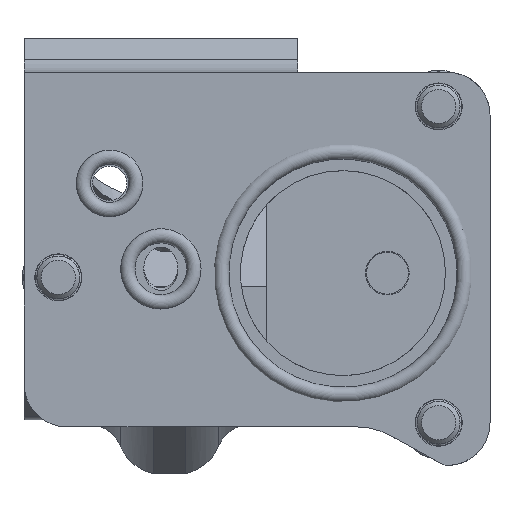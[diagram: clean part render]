
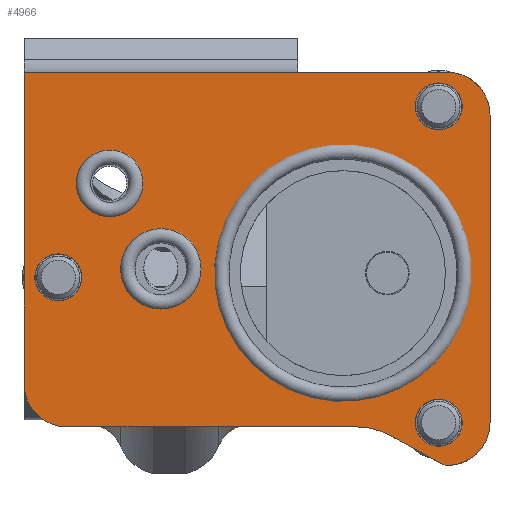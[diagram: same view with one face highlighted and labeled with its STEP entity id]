
A CAD part, front view. The second image highlights one B-rep face of the part: STEP entity #4966.
In plain terms, the highlighted planar face has unit normal (0, -1, 0).
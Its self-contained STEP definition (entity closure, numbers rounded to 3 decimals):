
#129=PLANE('',#5371);
#304=LINE('',#7318,#490);
#328=LINE('',#7407,#514);
#331=LINE('',#7416,#517);
#338=LINE('',#7433,#524);
#342=LINE('',#7452,#528);
#490=VECTOR('',#5965,1000.);
#514=VECTOR('',#6045,1000.);
#517=VECTOR('',#6056,1000.);
#524=VECTOR('',#6073,1000.);
#528=VECTOR('',#6085,1000.);
#876=ORIENTED_EDGE('',*,*,#1634,.T.);
#877=ORIENTED_EDGE('',*,*,#1768,.T.);
#878=ORIENTED_EDGE('',*,*,#1769,.T.);
#879=ORIENTED_EDGE('',*,*,#1770,.T.);
#880=ORIENTED_EDGE('',*,*,#1771,.T.);
#881=ORIENTED_EDGE('',*,*,#1772,.T.);
#882=ORIENTED_EDGE('',*,*,#1696,.F.);
#883=ORIENTED_EDGE('',*,*,#1766,.F.);
#884=ORIENTED_EDGE('',*,*,#1762,.F.);
#885=ORIENTED_EDGE('',*,*,#1757,.F.);
#886=ORIENTED_EDGE('',*,*,#1755,.F.);
#887=ORIENTED_EDGE('',*,*,#1750,.F.);
#888=ORIENTED_EDGE('',*,*,#1748,.F.);
#889=ORIENTED_EDGE('',*,*,#1746,.F.);
#890=ORIENTED_EDGE('',*,*,#1744,.F.);
#891=ORIENTED_EDGE('',*,*,#1741,.F.);
#1634=EDGE_CURVE('',#2100,#2100,#2475,.T.);
#1696=EDGE_CURVE('',#2156,#2157,#304,.T.);
#1741=EDGE_CURVE('',#2157,#2192,#328,.T.);
#1744=EDGE_CURVE('',#2192,#2195,#2511,.T.);
#1746=EDGE_CURVE('',#2195,#2196,#331,.T.);
#1748=EDGE_CURVE('',#2196,#2197,#2512,.T.);
#1750=EDGE_CURVE('',#2197,#2198,#2513,.T.);
#1755=EDGE_CURVE('',#2198,#2201,#338,.T.);
#1757=EDGE_CURVE('',#2201,#2202,#2514,.T.);
#1762=EDGE_CURVE('',#2202,#2206,#342,.T.);
#1766=EDGE_CURVE('',#2206,#2156,#2515,.T.);
#1768=EDGE_CURVE('',#2209,#2209,#2517,.T.);
#1769=EDGE_CURVE('',#2210,#2210,#2518,.T.);
#1770=EDGE_CURVE('',#2211,#2211,#2519,.T.);
#1771=EDGE_CURVE('',#2212,#2212,#2520,.T.);
#1772=EDGE_CURVE('',#2213,#2213,#2521,.T.);
#2100=VERTEX_POINT('',#7146);
#2156=VERTEX_POINT('',#7317);
#2157=VERTEX_POINT('',#7319);
#2192=VERTEX_POINT('',#7401);
#2195=VERTEX_POINT('',#7413);
#2196=VERTEX_POINT('',#7417);
#2197=VERTEX_POINT('',#7421);
#2198=VERTEX_POINT('',#7425);
#2201=VERTEX_POINT('',#7434);
#2202=VERTEX_POINT('',#7438);
#2206=VERTEX_POINT('',#7453);
#2209=VERTEX_POINT('',#7464);
#2210=VERTEX_POINT('',#7466);
#2211=VERTEX_POINT('',#7468);
#2212=VERTEX_POINT('',#7470);
#2213=VERTEX_POINT('',#7472);
#2475=CIRCLE('',#5272,2.75);
#2511=CIRCLE('',#5356,5.);
#2512=CIRCLE('',#5359,5.005);
#2513=CIRCLE('',#5361,2.);
#2514=CIRCLE('',#5364,7.93);
#2515=CIRCLE('',#5369,5.);
#2517=CIRCLE('',#5372,2.75);
#2518=CIRCLE('',#5373,2.75);
#2519=CIRCLE('',#5374,4.7);
#2520=CIRCLE('',#5375,3.9);
#2521=CIRCLE('',#5376,14.825);
#2755=EDGE_LOOP('',(#876));
#2756=EDGE_LOOP('',(#877));
#2757=EDGE_LOOP('',(#878));
#2758=EDGE_LOOP('',(#879));
#2759=EDGE_LOOP('',(#880));
#2760=EDGE_LOOP('',(#881));
#2761=EDGE_LOOP('',(#882,#883,#884,#885,#886,#887,#888,#889,#890,#891));
#3237=FACE_BOUND('',#2755,.T.);
#3238=FACE_BOUND('',#2756,.T.);
#3239=FACE_BOUND('',#2757,.T.);
#3240=FACE_BOUND('',#2758,.T.);
#3241=FACE_BOUND('',#2759,.T.);
#3242=FACE_BOUND('',#2760,.T.);
#3243=FACE_BOUND('',#2761,.T.);
#4966=ADVANCED_FACE('',(#3237,#3238,#3239,#3240,#3241,#3242,#3243),#129,
 .F.);
#5272=AXIS2_PLACEMENT_3D('',#7145,#5841,#5842);
#5356=AXIS2_PLACEMENT_3D('',#7412,#6051,#6052);
#5359=AXIS2_PLACEMENT_3D('',#7420,#6060,#6061);
#5361=AXIS2_PLACEMENT_3D('',#7424,#6065,#6066);
#5364=AXIS2_PLACEMENT_3D('',#7437,#6077,#6078);
#5369=AXIS2_PLACEMENT_3D('',#7460,#6092,#6093);
#5371=AXIS2_PLACEMENT_3D('',#7462,#6096,#6097);
#5372=AXIS2_PLACEMENT_3D('',#7463,#6098,#6099);
#5373=AXIS2_PLACEMENT_3D('',#7465,#6100,#6101);
#5374=AXIS2_PLACEMENT_3D('',#7467,#6102,#6103);
#5375=AXIS2_PLACEMENT_3D('',#7469,#6104,#6105);
#5376=AXIS2_PLACEMENT_3D('',#7471,#6106,#6107);
#5841=DIRECTION('',(0.,1.,0.));
#5842=DIRECTION('',(0.,0.,-1.));
#5965=DIRECTION('',(0.,0.,1.));
#6045=DIRECTION('',(1.,0.,0.));
#6051=DIRECTION('',(0.,1.,0.));
#6052=DIRECTION('',(-1.,0.,0.));
#6056=DIRECTION('',(0.,0.,-1.));
#6060=DIRECTION('',(0.,1.,0.));
#6061=DIRECTION('',(-1.,0.,0.));
#6065=DIRECTION('',(0.,1.,0.));
#6066=DIRECTION('',(1.,0.,0.));
#6073=DIRECTION('',(-0.875,0.,0.485));
#6077=DIRECTION('',(0.,-1.,0.));
#6078=DIRECTION('',(1.,0.,0.));
#6085=DIRECTION('',(-1.,0.,0.));
#6092=DIRECTION('',(0.,1.,0.));
#6093=DIRECTION('',(1.,0.,0.));
#6096=DIRECTION('',(0.,1.,0.));
#6097=DIRECTION('',(0.,0.,1.));
#6098=DIRECTION('',(0.,1.,0.));
#6099=DIRECTION('',(0.,0.,1.));
#6100=DIRECTION('',(0.,1.,0.));
#6101=DIRECTION('',(0.,0.,1.));
#6102=DIRECTION('',(0.,1.,0.));
#6103=DIRECTION('',(0.,0.,-1.));
#6104=DIRECTION('',(0.,1.,0.));
#6105=DIRECTION('',(0.,0.,-1.));
#6106=DIRECTION('',(0.,1.,0.));
#6107=DIRECTION('',(0.,0.,-1.));
#7145=CARTESIAN_POINT('',(4.,0.,22.));
#7146=CARTESIAN_POINT('',(4.,0.,19.25));
#7317=CARTESIAN_POINT('',(0.,0.,9.5));
#7318=CARTESIAN_POINT('',(0.,0.,9.5));
#7319=CARTESIAN_POINT('',(0.,0.,46.));
#7401=CARTESIAN_POINT('',(49.505,0.,46.));
#7407=CARTESIAN_POINT('',(0.,0.,46.));
#7412=CARTESIAN_POINT('',(49.505,0.,41.));
#7413=CARTESIAN_POINT('',(54.505,0.,41.));
#7416=CARTESIAN_POINT('',(54.505,0.,41.));
#7417=CARTESIAN_POINT('',(54.505,0.,5.));
#7420=CARTESIAN_POINT('',(49.5,0.,5.));
#7421=CARTESIAN_POINT('',(49.807,0.,0.005));
#7424=CARTESIAN_POINT('',(49.685,0.,2.001));
#7425=CARTESIAN_POINT('',(48.715,0.,0.252));
#7433=CARTESIAN_POINT('',(48.715,0.,0.252));
#7434=CARTESIAN_POINT('',(42.845,0.,3.506));
#7437=CARTESIAN_POINT('',(39.,0.,-3.43));
#7438=CARTESIAN_POINT('',(39.,0.,4.5));
#7452=CARTESIAN_POINT('',(39.,0.,4.5));
#7453=CARTESIAN_POINT('',(5.,0.,4.5));
#7460=CARTESIAN_POINT('',(5.,0.,9.5));
#7462=CARTESIAN_POINT('',(49.505,0.,41.));
#7463=CARTESIAN_POINT('',(48.5,0.,5.));
#7464=CARTESIAN_POINT('',(48.5,0.,7.75));
#7465=CARTESIAN_POINT('',(48.5,0.,42.));
#7466=CARTESIAN_POINT('',(48.5,0.,44.75));
#7467=CARTESIAN_POINT('',(16.,0.,23.));
#7468=CARTESIAN_POINT('',(16.,0.,18.3));
#7469=CARTESIAN_POINT('',(10.,0.,33.));
#7470=CARTESIAN_POINT('',(10.,0.,29.1));
#7471=CARTESIAN_POINT('',(37.3,0.,22.5));
#7472=CARTESIAN_POINT('',(37.3,0.,7.675));
